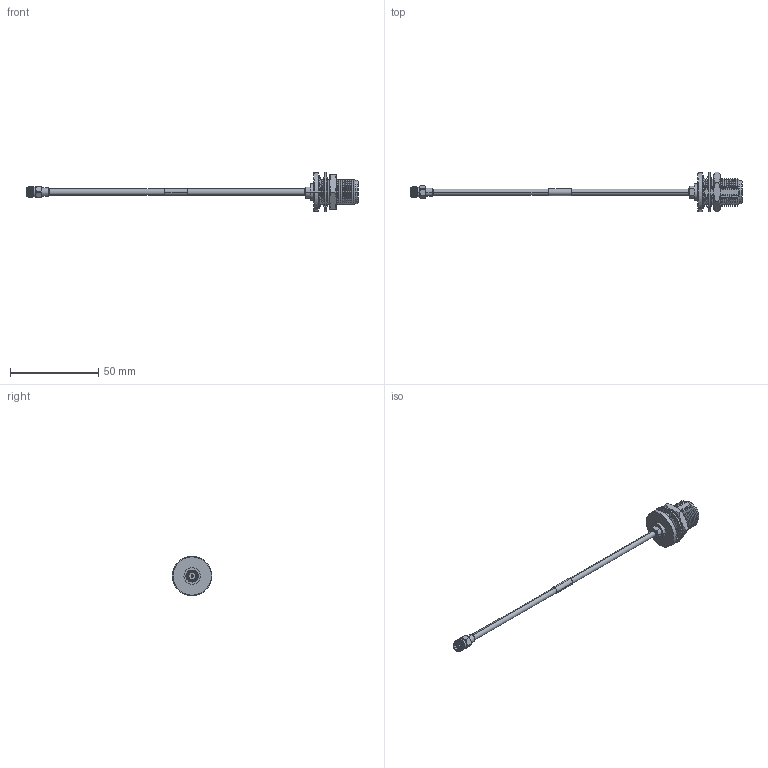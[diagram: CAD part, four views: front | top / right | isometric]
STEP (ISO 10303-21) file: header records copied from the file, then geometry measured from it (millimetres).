
FILE_DESCRIPTION (( 'STEP AP214' ), '1' );
FILE_NAME ('LCCA30418.step', '2020-05-01T18:41:11', ( '' ), ( '' ), 'SwSTEP 2.0', 'SolidWorks 2018', '' );
FILE_SCHEMA (( 'AUTOMOTIVE_DESIGN' ));
Length unit declared in the file: inch
Products named in the file (6): LC141TB (141 FORMABLE); LCCN3047; solder plug^LCCA30418; LCCA30418; LCCN3057___; 1AW01-003_.152 ID
Assembly tree (6 placements, depth 2):
  LCCA30418
    LC141TB (141 FORMABLE)
    LCCN3047
    LCCN3057___
    1AW01-003_.152 ID
    solder plug^LCCA30418  x2
Bounding box: 188.22 x 22.35 x 22.35 mm (x, y, z)
Volume: 7053.5 mm3; surface area: 6946.2 mm2
Topology: 11 solids, 12 shells, 415 faces, 1044 edges, 663 vertices
Faces by surface type: plane 166, cone 152, cylinder 82, torus 8, sphere 4, bspline 3
Entity records: 14621 total; most frequent: CARTESIAN_POINT 4503, ORIENTED_EDGE 2064, DIRECTION 1982, EDGE_CURVE 1032, AXIS2_PLACEMENT_3D 795, VERTEX_POINT 655, EDGE_LOOP 433, ADVANCED_FACE 410
